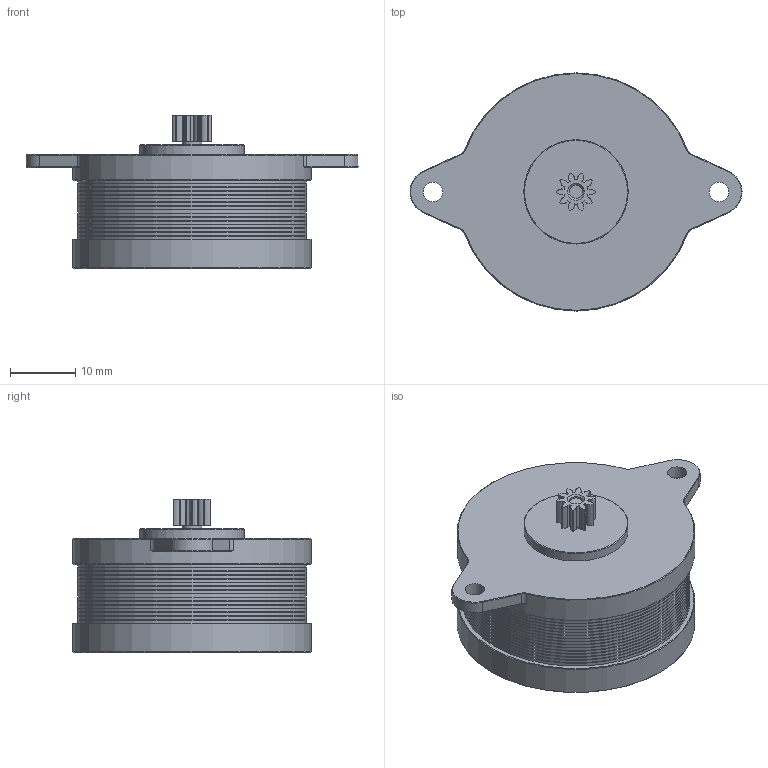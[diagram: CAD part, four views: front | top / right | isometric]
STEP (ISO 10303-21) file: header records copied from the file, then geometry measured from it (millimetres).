
FILE_DESCRIPTION(/* description */ (''),/* implementation_level */ '2;1');
FILE_NAME(/* name */ 'NEMA14_10t.step',/* time_stamp */ '2025-05-09T14:02:36-05:00',/* author */ (''),/* organization */ (''),/* preprocessor_version */ 'ST-DEVELOPER v20.1',/* originating_system */ 'Autodesk Translation Framework v14.4.0.0',/* authorisation */ '');
FILE_SCHEMA (('AUTOMOTIVE_DESIGN { 1 0 10303 214 3 1 1 }'));
Length unit declared in the file: millimetre
Products named in the file (1): NEMA14_10t^sherpa_mini_a3_r17
Bounding box: 50.9 x 36.5 x 23.5 mm (x, y, z)
Volume: 18113.6 mm3; surface area: 4910.4 mm2
Topology: 1 solids, 1 shells, 163 faces, 426 edges, 272 vertices
Faces by surface type: cylinder 50, cone 50, plane 43, bspline 20
Full cylindrical faces by diameter (mm): 2 x1, 3 x3, 5 x1, 16 x1, 35 x16, 36.5 x2
Entity records: 5533 total; most frequent: CARTESIAN_POINT 1294, ORIENTED_EDGE 852, DIRECTION 844, EDGE_CURVE 426, AXIS2_PLACEMENT_3D 318, VERTEX_POINT 272, LINE 208, VECTOR 208
